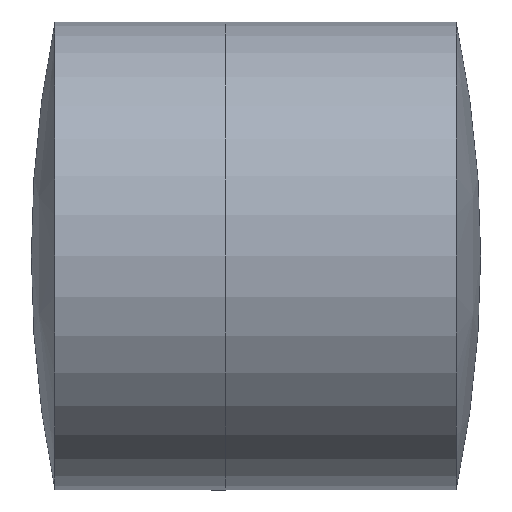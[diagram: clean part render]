
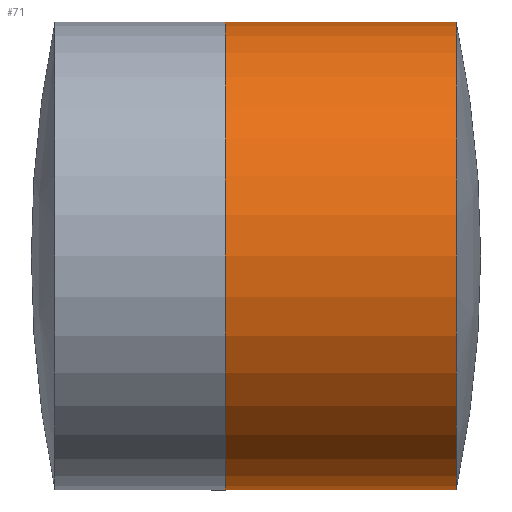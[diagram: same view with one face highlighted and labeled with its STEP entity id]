
A CAD part, front view. The second image highlights one B-rep face of the part: STEP entity #71.
In plain terms, the highlighted cylindrical face has radius 2.5 mm (diameter 5 mm), a partial arc.
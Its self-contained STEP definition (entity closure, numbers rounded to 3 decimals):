
#1 = AXIS2_PLACEMENT_3D ( 'NONE', #290, #13, #133 ) ;
#3 = VERTEX_POINT ( 'NONE', #250 ) ;
#10 = LINE ( 'NONE', #126, #145 ) ;
#13 = DIRECTION ( 'NONE',  ( -1., 0., 0. ) ) ;
#21 = CARTESIAN_POINT ( 'NONE',  ( 6.534, 0., 2.5 ) ) ;
#26 = CARTESIAN_POINT ( 'NONE',  ( 4.068, 0., 0. ) ) ;
#30 = CARTESIAN_POINT ( 'NONE',  ( 6.534, 0., -2.5 ) ) ;
#51 = ORIENTED_EDGE ( 'NONE', *, *, #80, .T. ) ;
#59 = ORIENTED_EDGE ( 'NONE', *, *, #297, .F. ) ;
#61 = CIRCLE ( 'NONE', #1, 2.5 ) ;
#71 = ADVANCED_FACE ( 'NONE', ( #213 ), #149, .T. ) ;
#80 = EDGE_CURVE ( 'NONE', #89, #271, #10, .T. ) ;
#89 = VERTEX_POINT ( 'NONE', #21 ) ;
#93 = EDGE_CURVE ( 'NONE', #299, #89, #61, .T. ) ;
#116 = DIRECTION ( 'NONE',  ( 0., 0., 1. ) ) ;
#125 = CARTESIAN_POINT ( 'NONE',  ( 4.068, 0., 2.5 ) ) ;
#126 = CARTESIAN_POINT ( 'NONE',  ( -0.552, 0., 2.5 ) ) ;
#131 = DIRECTION ( 'NONE',  ( -1., 0., 0. ) ) ;
#132 = AXIS2_PLACEMENT_3D ( 'NONE', #26, #228, #309 ) ;
#133 = DIRECTION ( 'NONE',  ( 0., 0., 1. ) ) ;
#137 = AXIS2_PLACEMENT_3D ( 'NONE', #283, #205, #116 ) ;
#139 = EDGE_LOOP ( 'NONE', ( #59, #254, #51, #331 ) ) ;
#145 = VECTOR ( 'NONE', #131, 1000. ) ;
#149 = CYLINDRICAL_SURFACE ( 'NONE', #137, 2.5 ) ;
#168 = VECTOR ( 'NONE', #246, 1000. ) ;
#186 = CIRCLE ( 'NONE', #132, 2.5 ) ;
#205 = DIRECTION ( 'NONE',  ( -1., 0., 0. ) ) ;
#213 = FACE_OUTER_BOUND ( 'NONE', #139, .T. ) ;
#228 = DIRECTION ( 'NONE',  ( -1., 0., 0. ) ) ;
#239 = LINE ( 'NONE', #346, #168 ) ;
#246 = DIRECTION ( 'NONE',  ( -1., 0., 0. ) ) ;
#250 = CARTESIAN_POINT ( 'NONE',  ( 4.068, 0., -2.5 ) ) ;
#254 = ORIENTED_EDGE ( 'NONE', *, *, #93, .T. ) ;
#271 = VERTEX_POINT ( 'NONE', #125 ) ;
#283 = CARTESIAN_POINT ( 'NONE',  ( -0.552, 0., 0. ) ) ;
#289 = EDGE_CURVE ( 'NONE', #3, #271, #186, .T. ) ;
#290 = CARTESIAN_POINT ( 'NONE',  ( 6.534, 0., 0. ) ) ;
#297 = EDGE_CURVE ( 'NONE', #299, #3, #239, .T. ) ;
#299 = VERTEX_POINT ( 'NONE', #30 ) ;
#309 = DIRECTION ( 'NONE',  ( 0., 0., 1. ) ) ;
#331 = ORIENTED_EDGE ( 'NONE', *, *, #289, .F. ) ;
#346 = CARTESIAN_POINT ( 'NONE',  ( -0.552, 0., -2.5 ) ) ;
